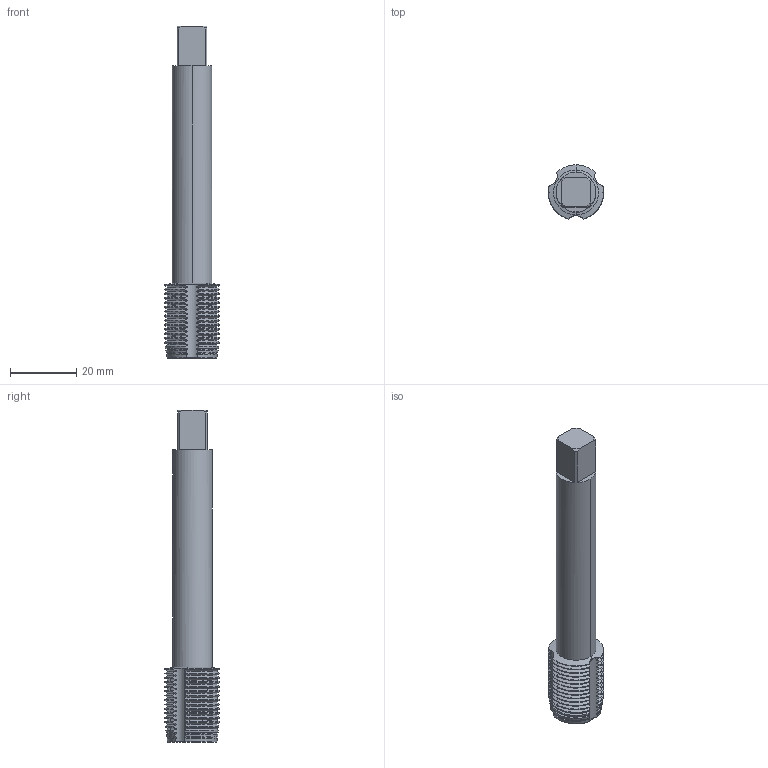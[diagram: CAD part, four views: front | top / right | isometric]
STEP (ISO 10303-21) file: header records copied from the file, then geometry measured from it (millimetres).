
FILE_DESCRIPTION(('no description'),'unknown implementation level');
FILE_NAME('solid9hykkkJjEgBqiuUyhY0BQ1CBW0g_1.STP',' ',('CIM GmbH Aachen'),('CADClick - KiM GmbH - www.kimweb.de'),'unknown preprocess','ACIS','unknown authorization');
FILE_SCHEMA(('automotive_design'));
Length unit declared in the file: millimetre
Products named in the file (2): 1; 2
Bounding box: 16.66 x 16.36 x 100 mm (x, y, z)
Volume: 12578 mm3; surface area: 6985.2 mm2
Topology: 2 solids, 2 shells, 373 faces, 1035 edges, 666 vertices
Faces by surface type: cone 191, cylinder 162, plane 17, torus 3
Entity records: 25299 total; most frequent: CARTESIAN_POINT 4345, STYLED_ITEM 2076, PRESENTATION_STYLE_ASSIGNMENT 2076, COLOUR_RGB 2076, ORIENTED_EDGE 2070, DIRECTION 1962, EDGE_CURVE 1035, CURVE_STYLE 1035
